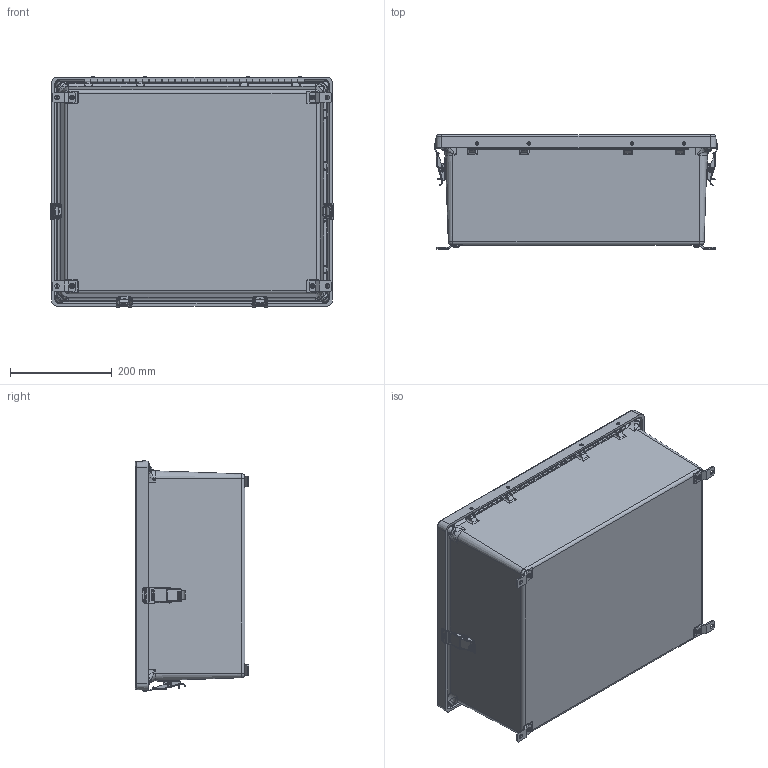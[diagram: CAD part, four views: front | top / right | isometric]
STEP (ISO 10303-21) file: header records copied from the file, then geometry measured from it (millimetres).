
FILE_DESCRIPTION (( 'STEP AP203' ), '1' );
FILE_NAME ('AM2068L.step', '2014-04-02T12:47:53', ( '' ), ( '' ), 'SwSTEP 2.0', 'SolidWorks 2014', '' );
FILE_SCHEMA (( 'CONFIG_CONTROL_DESIGN' ));
Length unit declared in the file: inch
Products named in the file (20): 621-05 Rivet (f)316; 60803 bottom leaf; 70-60864316; 60803 top leaf; WLGKEEPER316; 70-60803; 699 D-40231_SMC PART; 70-60827-1; 55-61812316_92525A317; 698 D-40224; 55-1032516_PreviewCfg; 621-02  BASE316; 55-1032716_SL-PHMS 0.19-32x0.3125x0.3125-N; AM2068L; 621-04 Rivet (f)316; WFOOT; 621-01 Lever316; 70-60512316; 621-06 hook316; 17in pin
Assembly tree (56 placements, depth 3):
  AM2068L
    699 D-40231_SMC PART
    698 D-40224
    55-1032716_SL-PHMS 0.19-32x0.3125x0.3125-N  x4
    WFOOT  x4
    70-60512316  x20
    70-60803
      17in pin
      60803 bottom leaf
      60803 top leaf
    55-61812316_92525A317  x4
    70-60864316  x4
      621-02  BASE316
      621-04 Rivet (f)316
      621-01 Lever316
      621-06 hook316
      621-05 Rivet (f)316
    WLGKEEPER316  x4
    70-60827-1
    55-1032516_PreviewCfg  x4
Bounding box: 554.42 x 223.25 x 451.44 mm (x, y, z)
Volume: 3697106.3 mm3; surface area: 2218653.9 mm2
Topology: 66 solids, 66 shells, 3919 faces, 9800 edges, 6094 vertices
Faces by surface type: cylinder 1450, plane 1309, bspline 556, cone 334, torus 230, sphere 40
Entity records: 71758 total; most frequent: CARTESIAN_POINT 27024, ORIENTED_EDGE 9412, DIRECTION 8005, EDGE_CURVE 4706, AXIS2_PLACEMENT_3D 2980, VERTEX_POINT 2907, VECTOR 2045, LINE 2045
